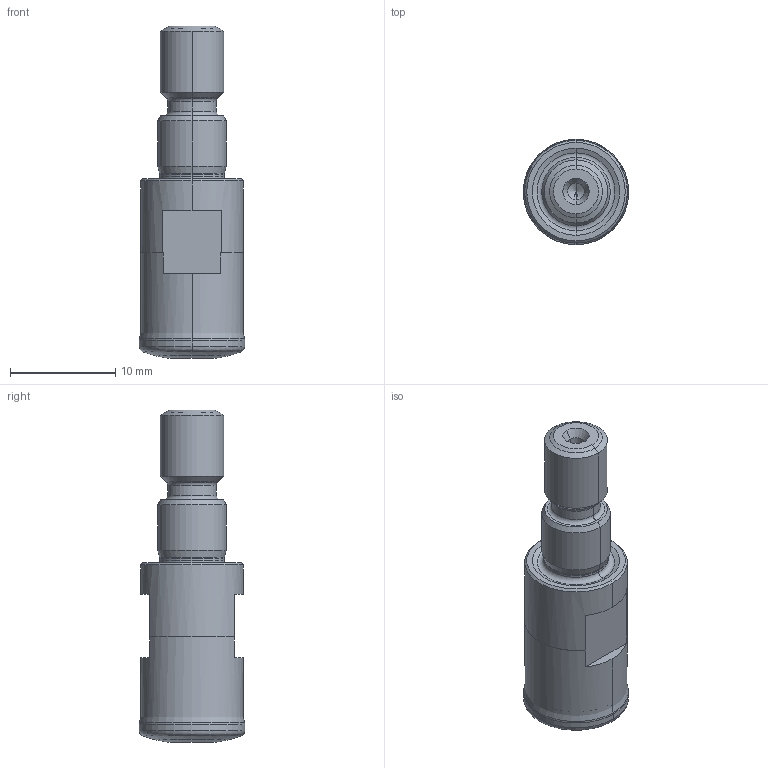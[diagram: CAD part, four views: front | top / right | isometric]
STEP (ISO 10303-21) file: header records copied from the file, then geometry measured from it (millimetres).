
FILE_DESCRIPTION((''),'2;1');
FILE_NAME('15G1B010017X4R00','2020-04-28T',('friedricha'),(''),'CREO PARAMETRIC BY PTC INC, 2017020','CREO PARAMETRIC BY PTC INC, 2017020','');
FILE_SCHEMA(('AUTOMOTIVE_DESIGN { 1 0 10303 214 1 1 1 1 }'));
Length unit declared in the file: millimetre
Products named in the file (3): NOCUT; CUT; 15G1B010017X4R00
Assembly tree (2 placements, depth 2):
  15G1B010017X4R00
    NOCUT
    CUT
Bounding box: 10 x 10 x 31.5 mm (x, y, z)
Volume: 1844.2 mm3; surface area: 1300.1 mm2
Topology: 2 solids, 3 shells, 103 faces, 222 edges, 125 vertices
Faces by surface type: revolution 36, cone 22, cylinder 16, torus 16, plane 13
Entity records: 6328 total; most frequent: CARTESIAN_POINT 2723, DIRECTION 527, ORIENTED_EDGE 432, PRESENTATION_STYLE_ASSIGNMENT 239, STYLED_ITEM 239, CURVE_STYLE 236, AXIS2_PLACEMENT_3D 220, EDGE_CURVE 220
